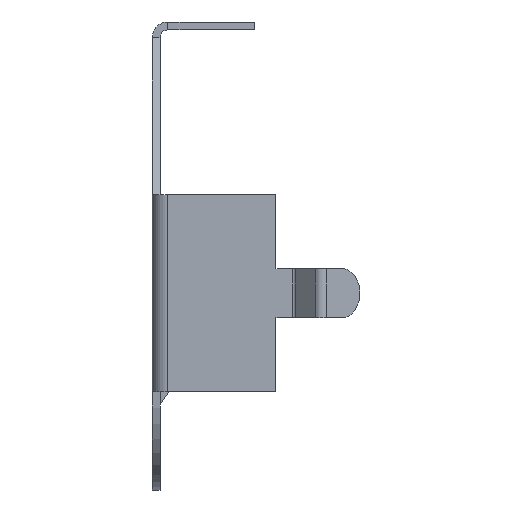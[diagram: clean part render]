
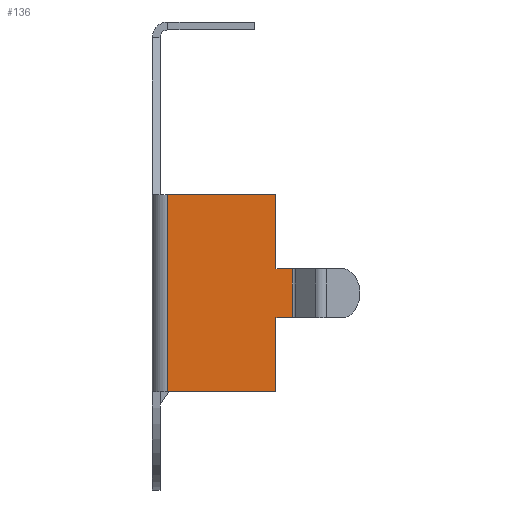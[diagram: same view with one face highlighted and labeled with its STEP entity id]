
A CAD part, left-side view. The second image highlights one B-rep face of the part: STEP entity #136.
In plain terms, the highlighted planar face has unit normal (-1, 0, 0).
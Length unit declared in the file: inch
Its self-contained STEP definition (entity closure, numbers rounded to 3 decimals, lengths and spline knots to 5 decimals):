
#16 = ORIENTED_EDGE ( 'NONE', *, *, #2699, .T. ) ;
#30 = CARTESIAN_POINT ( 'NONE',  ( -0.335, -0.14711, -0.031 ) ) ;
#43 = LINE ( 'NONE', #3472, #1554 ) ;
#48 = CARTESIAN_POINT ( 'NONE',  ( -0.335, -0.14711, 0.031 ) ) ;
#134 = CARTESIAN_POINT ( 'NONE',  ( -0.335, -0.168, 0.125 ) ) ;
#136 = ADVANCED_FACE ( 'NONE', ( #693 ), #2130, .T. ) ;
#171 = ORIENTED_EDGE ( 'NONE', *, *, #3187, .T. ) ;
#212 = CARTESIAN_POINT ( 'NONE',  ( -0.335, -0.168, 0.031 ) ) ;
#220 = EDGE_CURVE ( 'NONE', #1683, #1332, #1467, .T. ) ;
#271 = ORIENTED_EDGE ( 'NONE', *, *, #2507, .T. ) ;
#279 = DIRECTION ( 'NONE',  ( 0., 0., -1. ) ) ;
#280 = ORIENTED_EDGE ( 'NONE', *, *, #1885, .T. ) ;
#434 = DIRECTION ( 'NONE',  ( 0., 0., 1. ) ) ;
#603 = VERTEX_POINT ( 'NONE', #1686 ) ;
#683 = LINE ( 'NONE', #1203, #1335 ) ;
#693 = FACE_OUTER_BOUND ( 'NONE', #1090, .T. ) ;
#712 = DIRECTION ( 'NONE',  ( 0., 0., 1. ) ) ;
#897 = LINE ( 'NONE', #1015, #2321 ) ;
#978 = ORIENTED_EDGE ( 'NONE', *, *, #220, .T. ) ;
#1015 = CARTESIAN_POINT ( 'NONE',  ( -0.335, -0.14711, 0.125 ) ) ;
#1043 = DIRECTION ( 'NONE',  ( 0., 0., 1. ) ) ;
#1055 = VECTOR ( 'NONE', #3505, 39.37008 ) ;
#1070 = EDGE_CURVE ( 'NONE', #3714, #1683, #3048, .T. ) ;
#1090 = EDGE_LOOP ( 'NONE', ( #171, #16, #271, #280, #1110, #978, #3612, #2487 ) ) ;
#1110 = ORIENTED_EDGE ( 'NONE', *, *, #1070, .T. ) ;
#1167 = VECTOR ( 'NONE', #2224, 39.37008 ) ;
#1203 = CARTESIAN_POINT ( 'NONE',  ( -0.335, 0., -0.125 ) ) ;
#1221 = LINE ( 'NONE', #2740, #2735 ) ;
#1332 = VERTEX_POINT ( 'NONE', #212 ) ;
#1335 = VECTOR ( 'NONE', #1463, 39.37008 ) ;
#1450 = AXIS2_PLACEMENT_3D ( 'NONE', #1854, #2727, #2757 ) ;
#1463 = DIRECTION ( 'NONE',  ( 0., -1., 0. ) ) ;
#1467 = LINE ( 'NONE', #134, #2152 ) ;
#1468 = CARTESIAN_POINT ( 'NONE',  ( -0.335, 0., -0.031 ) ) ;
#1469 = CARTESIAN_POINT ( 'NONE',  ( -0.335, -0.168, -0.031 ) ) ;
#1554 = VECTOR ( 'NONE', #1746, 39.37008 ) ;
#1604 = LINE ( 'NONE', #3718, #2459 ) ;
#1680 = CARTESIAN_POINT ( 'NONE',  ( -0.335, -0.14711, 0.125 ) ) ;
#1683 = VERTEX_POINT ( 'NONE', #1469 ) ;
#1686 = CARTESIAN_POINT ( 'NONE',  ( -0.335, -0.01, 0.125 ) ) ;
#1717 = VERTEX_POINT ( 'NONE', #2344 ) ;
#1746 = DIRECTION ( 'NONE',  ( 0., 1., 0. ) ) ;
#1854 = CARTESIAN_POINT ( 'NONE',  ( -0.335, 0., 0.125 ) ) ;
#1878 = EDGE_CURVE ( 'NONE', #2484, #2440, #897, .T. ) ;
#1885 = EDGE_CURVE ( 'NONE', #1717, #3714, #1221, .T. ) ;
#1920 = LINE ( 'NONE', #2216, #1167 ) ;
#2086 = CARTESIAN_POINT ( 'NONE',  ( -0.335, -0.01, -0.125 ) ) ;
#2130 = PLANE ( 'NONE',  #1450 ) ;
#2152 = VECTOR ( 'NONE', #712, 39.37008 ) ;
#2216 = CARTESIAN_POINT ( 'NONE',  ( -0.335, 0., 0.031 ) ) ;
#2224 = DIRECTION ( 'NONE',  ( 0., 1., 0. ) ) ;
#2321 = VECTOR ( 'NONE', #434, 39.37008 ) ;
#2344 = CARTESIAN_POINT ( 'NONE',  ( -0.335, -0.14711, -0.125 ) ) ;
#2440 = VERTEX_POINT ( 'NONE', #1680 ) ;
#2459 = VECTOR ( 'NONE', #279, 39.37008 ) ;
#2484 = VERTEX_POINT ( 'NONE', #48 ) ;
#2487 = ORIENTED_EDGE ( 'NONE', *, *, #1878, .T. ) ;
#2507 = EDGE_CURVE ( 'NONE', #3316, #1717, #683, .T. ) ;
#2699 = EDGE_CURVE ( 'NONE', #603, #3316, #1604, .T. ) ;
#2727 = DIRECTION ( 'NONE',  ( -1., 0., 0. ) ) ;
#2735 = VECTOR ( 'NONE', #1043, 39.37008 ) ;
#2740 = CARTESIAN_POINT ( 'NONE',  ( -0.335, -0.14711, 0.125 ) ) ;
#2757 = DIRECTION ( 'NONE',  ( 0., 1., 0. ) ) ;
#3048 = LINE ( 'NONE', #1468, #1055 ) ;
#3091 = EDGE_CURVE ( 'NONE', #1332, #2484, #1920, .T. ) ;
#3187 = EDGE_CURVE ( 'NONE', #2440, #603, #43, .T. ) ;
#3316 = VERTEX_POINT ( 'NONE', #2086 ) ;
#3472 = CARTESIAN_POINT ( 'NONE',  ( -0.335, 0., 0.125 ) ) ;
#3505 = DIRECTION ( 'NONE',  ( 0., -1., 0. ) ) ;
#3612 = ORIENTED_EDGE ( 'NONE', *, *, #3091, .T. ) ;
#3714 = VERTEX_POINT ( 'NONE', #30 ) ;
#3718 = CARTESIAN_POINT ( 'NONE',  ( -0.335, -0.01, 0.125 ) ) ;
